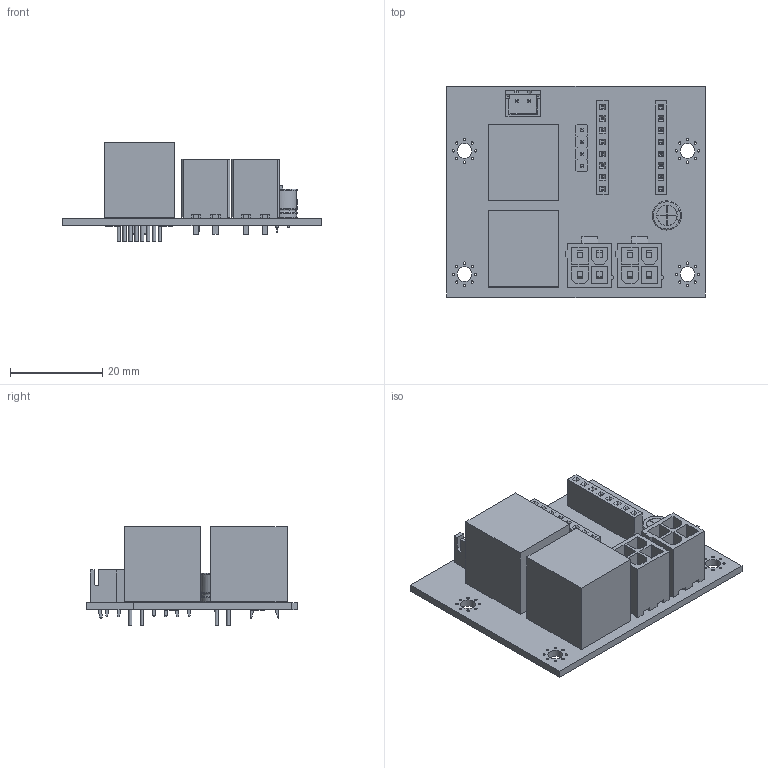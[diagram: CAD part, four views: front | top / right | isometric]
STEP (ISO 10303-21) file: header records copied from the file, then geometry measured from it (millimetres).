
FILE_DESCRIPTION(('KiCad electronic assembly'),'2;1');
FILE_NAME('ZAxis.step','2020-05-05T23:12:07',('An Author'),('A Company') ,'Open CASCADE STEP processor 6.9','KiCad to STEP converter','Unknown' );
FILE_SCHEMA(('AUTOMOTIVE_DESIGN { 1 0 10303 214 1 1 1 1 }'));
Length unit declared in the file: millimetre
Products named in the file (14): Open CASCADE STEP translator 6.9 1; 949; COMPOUND; 039281043; CP_Radial_D6.3mm_P2.50mm; SOLID; JST_XH_B2B-XH-A_1x02_P2.50mm_Vertical; PinSocket_1x08_P2.54mm_Vertical; PinHeader_1x04_P2.54mm_Vertical
Assembly tree (16 placements, depth 3):
  Open CASCADE STEP translator 6.9 1
    949  x2
      COMPOUND
    039281043  x2
      COMPOUND
    CP_Radial_D6.3mm_P2.50mm
      SOLID
    JST_XH_B2B-XH-A_1x02_P2.50mm_Vertical
      SOLID
    PinSocket_1x08_P2.54mm_Vertical  x2
      SOLID
    PinHeader_1x04_P2.54mm_Vertical
      SOLID
    COMPOUND
Bounding box: 55.88 x 45.72 x 21.39 mm (x, y, z)
Volume: 15565.8 mm3; surface area: 16739.1 mm2
Topology: 210 solids, 211 shells, 1719 faces, 3526 edges, 2332 vertices
Faces by surface type: plane 1402, cylinder 307, revolution 4, bspline 4, torus 2
Full cylindrical faces by diameter (mm): 0.5 x34, 0.7 x160, 0.8 x2, 0.9 x16, 1 x22, 1.4 x8, 3.05 x40, 3.2 x4, 3.25 x4
Entity records: 62088 total; most frequent: CARTESIAN_POINT 11074, DIRECTION 8874, LINE 5685, VECTOR 5685, ORIENTED_EDGE 4382, PCURVE 4382, DEFINITIONAL_REPRESENTATION 4382, EDGE_CURVE 2191
